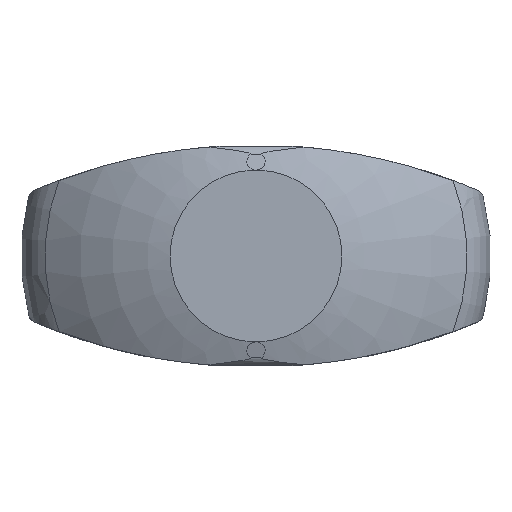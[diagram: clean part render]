
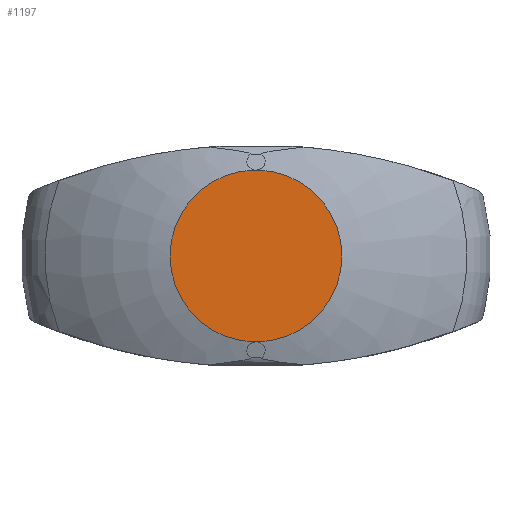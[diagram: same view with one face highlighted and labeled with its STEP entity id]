
A CAD part, top view. The second image highlights one B-rep face of the part: STEP entity #1197.
In plain terms, the highlighted planar face has unit normal (0, 0, 1).
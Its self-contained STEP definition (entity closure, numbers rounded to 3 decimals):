
#569=VERTEX_POINT('',#1594);
#877=EDGE_CURVE('',#1349,#983,#1928,.T.);
#933=EDGE_CURVE('',#1127,#569,#1991,.T.);
#983=VERTEX_POINT('',#2043);
#1127=VERTEX_POINT('',#2204);
#1197=ADVANCED_FACE('',(#2283),#2284,.F.);
#1307=EDGE_CURVE('',#1127,#983,#2403,.T.);
#1349=VERTEX_POINT('',#2448);
#1429=EDGE_CURVE('',#569,#1349,#2535,.T.);
#1594=CARTESIAN_POINT('',(-0.043,7.5,34.8));
#1928=CIRCLE('',#3827,7.5);
#1991=CIRCLE('',#4039,7.5);
#2043=CARTESIAN_POINT('',(0.043,-7.5,34.8));
#2204=CARTESIAN_POINT('',(-0.043,-7.5,34.8));
#2283=FACE_OUTER_BOUND('',#5092,.T.);
#2284=PLANE('',#5093);
#2403=LINE('',#5566,#5567);
#2448=CARTESIAN_POINT('',(0.043,7.5,34.8));
#2535=LINE('',#6079,#6080);
#3827=AXIS2_PLACEMENT_3D('',#6755,#6756,#6757);
#4039=AXIS2_PLACEMENT_3D('',#6838,#6839,#6840);
#5092=EDGE_LOOP('',(#7159,#7160,#7161,#7162));
#5093=AXIS2_PLACEMENT_3D('',#7163,#7164,#7165);
#5566=CARTESIAN_POINT('',(-30.0,-7.5,34.8));
#5567=VECTOR('',#7284,1.0);
#6079=CARTESIAN_POINT('',(-30.0,7.5,34.8));
#6080=VECTOR('',#7418,1.0);
#6755=CARTESIAN_POINT('',(0.,0.,34.8));
#6756=DIRECTION('',(0.,0.,-1.0));
#6757=DIRECTION('',(-1.0,0.,0.));
#6838=CARTESIAN_POINT('',(0.,0.,34.8));
#6839=DIRECTION('',(0.,0.,-1.0));
#6840=DIRECTION('',(-1.0,0.,0.));
#7159=ORIENTED_EDGE('',*,*,#877,.F.);
#7160=ORIENTED_EDGE('',*,*,#1429,.F.);
#7161=ORIENTED_EDGE('',*,*,#933,.F.);
#7162=ORIENTED_EDGE('',*,*,#1307,.T.);
#7163=CARTESIAN_POINT('',(-30.0,7.5,34.8));
#7164=DIRECTION('',(0.,0.,-1.0));
#7165=DIRECTION('',(0.,1.0,0.0));
#7284=DIRECTION('',(1.0,0.,0.));
#7418=DIRECTION('',(1.0,0.,0.));
